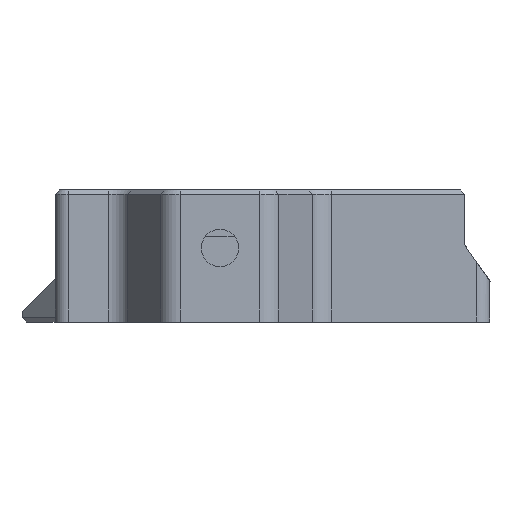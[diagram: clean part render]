
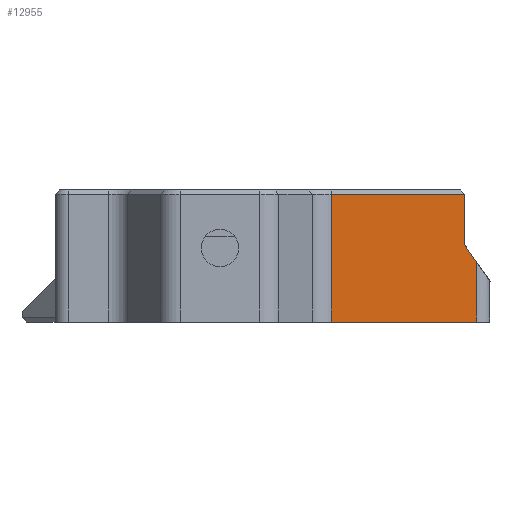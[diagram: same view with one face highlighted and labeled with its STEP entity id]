
A CAD part, left-side view. The second image highlights one B-rep face of the part: STEP entity #12955.
In plain terms, the highlighted planar face has unit normal (-1, 0, 0).
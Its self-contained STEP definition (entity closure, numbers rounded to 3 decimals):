
#1516=FACE_OUTER_BOUND('',#2260,.T.);
#2260=EDGE_LOOP('',(#11057,#11058,#11059,#11060,#11061,#11062));
#3587=LINE('',#22334,#4888);
#3588=LINE('',#22340,#4889);
#3589=LINE('',#22341,#4890);
#3590=LINE('',#22343,#4891);
#3591=LINE('',#22345,#4892);
#3592=LINE('',#22346,#4893);
#4888=VECTOR('',#17535,1000.);
#4889=VECTOR('',#17542,1000.);
#4890=VECTOR('',#17543,1000.);
#4891=VECTOR('',#17544,1000.);
#4892=VECTOR('',#17545,1000.);
#4893=VECTOR('',#17546,1000.);
#6252=VERTEX_POINT('',#22332);
#6253=VERTEX_POINT('',#22333);
#6254=VERTEX_POINT('',#22338);
#6255=VERTEX_POINT('',#22339);
#6256=VERTEX_POINT('',#22342);
#6257=VERTEX_POINT('',#22344);
#7969=EDGE_CURVE('',#6252,#6253,#3587,.T.);
#7972=EDGE_CURVE('',#6254,#6255,#3588,.T.);
#7973=EDGE_CURVE('',#6254,#6252,#3589,.T.);
#7974=EDGE_CURVE('',#6256,#6253,#3590,.T.);
#7975=EDGE_CURVE('',#6256,#6257,#3591,.T.);
#7976=EDGE_CURVE('',#6255,#6257,#3592,.T.);
#11057=ORIENTED_EDGE('',*,*,#7972,.F.);
#11058=ORIENTED_EDGE('',*,*,#7973,.T.);
#11059=ORIENTED_EDGE('',*,*,#7969,.T.);
#11060=ORIENTED_EDGE('',*,*,#7974,.F.);
#11061=ORIENTED_EDGE('',*,*,#7975,.T.);
#11062=ORIENTED_EDGE('',*,*,#7976,.F.);
#12336=PLANE('',#14190);
#12955=ADVANCED_FACE('',(#1516),#12336,.T.);
#14190=AXIS2_PLACEMENT_3D('',#22337,#17540,#17541);
#17535=DIRECTION('',(0.,0.,-1.));
#17540=DIRECTION('center_axis',(-1.,0.,0.));
#17541=DIRECTION('ref_axis',(0.,0.,
1.));
#17542=DIRECTION('',(0.,0.,-1.));
#17543=DIRECTION('',(0.,1.,0.));
#17544=DIRECTION('',(0.,1.,0.));
#17545=DIRECTION('',(0.,0.,1.));
#17546=DIRECTION('',(0.,-0.574,-0.819));
#22332=CARTESIAN_POINT('',(179.825,-337.311,-46.754));
#22333=CARTESIAN_POINT('',(179.825,-337.311,-58.354));
#22334=CARTESIAN_POINT('',(179.825,-337.311,-46.354));
#22337=CARTESIAN_POINT('Origin',(179.825,-336.576,-46.354));
#22338=CARTESIAN_POINT('',(179.825,-349.411,-46.754));
#22339=CARTESIAN_POINT('',(179.825,-349.411,-51.354));
#22340=CARTESIAN_POINT('',(179.825,-349.411,-51.354));
#22341=CARTESIAN_POINT('',(179.825,-336.576,-46.754));
#22342=CARTESIAN_POINT('',(179.825,-350.511,-58.354));
#22343=CARTESIAN_POINT('',(179.825,-336.576,-58.354));
#22344=CARTESIAN_POINT('',(179.825,-350.511,-52.925));
#22345=CARTESIAN_POINT('',(179.825,-350.511,-46.354));
#22346=CARTESIAN_POINT('',(179.825,-351.711,-54.639));
